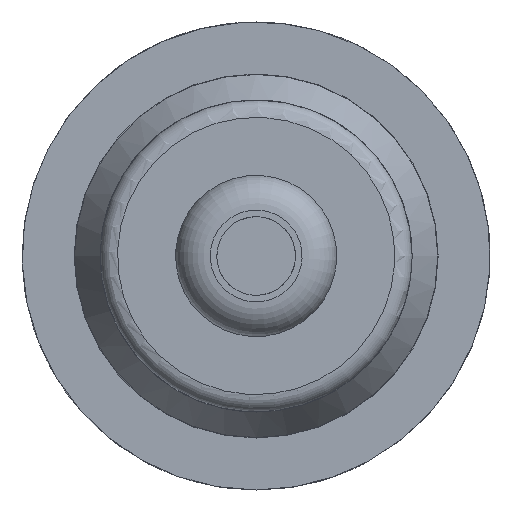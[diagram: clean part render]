
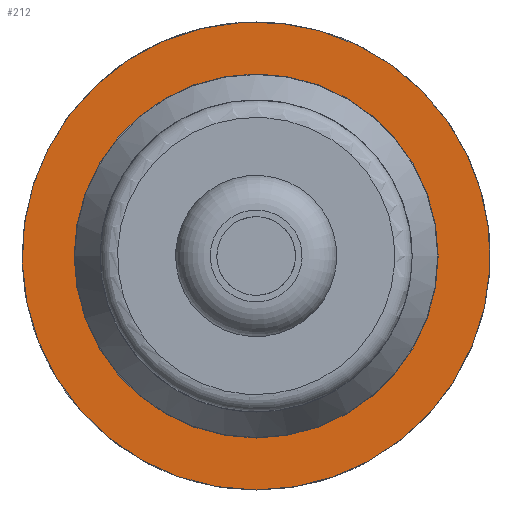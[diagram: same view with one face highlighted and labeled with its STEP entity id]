
A CAD part, front view. The second image highlights one B-rep face of the part: STEP entity #212.
In plain terms, the highlighted planar face has unit normal (0, -1, 0).
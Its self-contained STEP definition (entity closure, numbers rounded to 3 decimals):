
#212 = ADVANCED_FACE( '', ( #488, #489 ), #490, .T. );
#488 = FACE_BOUND( '', #952, .T. );
#489 = FACE_OUTER_BOUND( '', #953, .T. );
#490 = PLANE( '', #954 );
#952 = EDGE_LOOP( '', ( #1581 ) );
#953 = EDGE_LOOP( '', ( #1582 ) );
#954 = AXIS2_PLACEMENT_3D( '', #1583, #1584, #1585 );
#1581 = ORIENTED_EDGE( '', *, *, #1877, .T. );
#1582 = ORIENTED_EDGE( '', *, *, #1789, .F. );
#1583 = CARTESIAN_POINT( '', ( 0., 48., 0. ) );
#1584 = DIRECTION( '', ( 0., -1., 0. ) );
#1585 = DIRECTION( '', ( -1., 0., 0. ) );
#1789 = EDGE_CURVE( '', #2023, #2023, #2024, .T. );
#1877 = EDGE_CURVE( '', #2147, #2147, #2148, .T. );
#2023 = VERTEX_POINT( '', #2608 );
#2024 = CIRCLE( '', #2609, 13.5 );
#2147 = VERTEX_POINT( '', #2995 );
#2148 = CIRCLE( '', #2996, 10.5 );
#2608 = CARTESIAN_POINT( '', ( 0., 48., -13.5 ) );
#2609 = AXIS2_PLACEMENT_3D( '', #3134, #3135, #3136 );
#2995 = CARTESIAN_POINT( '', ( 10.5, 48., 0. ) );
#2996 = AXIS2_PLACEMENT_3D( '', #3243, #3244, #3245 );
#3134 = CARTESIAN_POINT( '', ( 0., 48., 0. ) );
#3135 = DIRECTION( '', ( 0., 1., 0. ) );
#3136 = DIRECTION( '', ( 0., 0., -1. ) );
#3243 = CARTESIAN_POINT( '', ( 0., 48., 0. ) );
#3244 = DIRECTION( '', ( 0., 1., 0. ) );
#3245 = DIRECTION( '', ( 1., 0., 0. ) );
